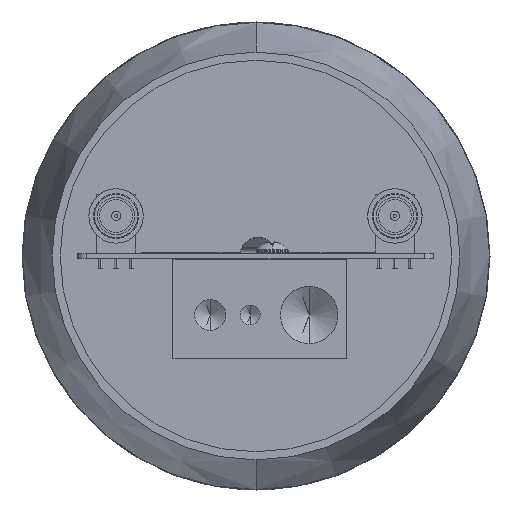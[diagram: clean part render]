
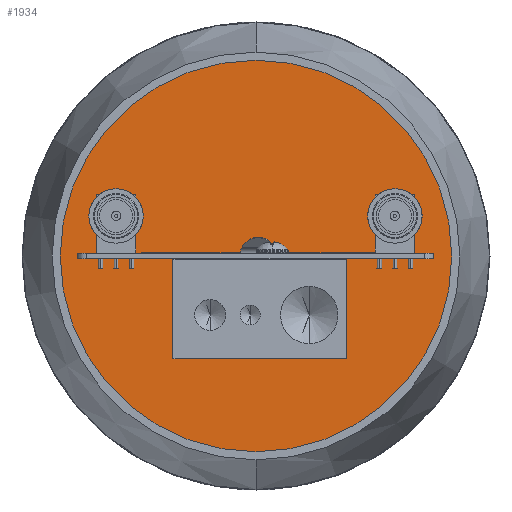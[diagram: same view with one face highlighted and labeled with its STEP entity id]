
A CAD part, front view. The second image highlights one B-rep face of the part: STEP entity #1934.
In plain terms, the highlighted planar face has unit normal (0, -1, 0).
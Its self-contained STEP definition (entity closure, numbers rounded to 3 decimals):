
#304 = EDGE_CURVE ( 'NONE', #14644, #18662, #6980, .T. ) ;
#382 = AXIS2_PLACEMENT_3D ( 'NONE', #8788, #15982, #23097 ) ;
#402 = DIRECTION ( 'NONE',  ( 0., 1., 0. ) ) ;
#638 = DIRECTION ( 'NONE',  ( 0., 1., 0. ) ) ;
#663 = VECTOR ( 'NONE', #19245, 1000. ) ;
#668 = VECTOR ( 'NONE', #22272, 1000. ) ;
#738 = CARTESIAN_POINT ( 'NONE',  ( 0.376, 30.127, 18.899 ) ) ;
#884 = EDGE_CURVE ( 'NONE', #4638, #13557, #11768, .T. ) ;
#1159 = CARTESIAN_POINT ( 'NONE',  ( 0.376, 30.127, 17.299 ) ) ;
#1302 = CARTESIAN_POINT ( 'NONE',  ( -29.624, 30.127, 17.299 ) ) ;
#1349 = EDGE_CURVE ( 'NONE', #14337, #17768, #21729, .T. ) ;
#1541 = CARTESIAN_POINT ( 'NONE',  ( 5.058, 30.127, 18.899 ) ) ;
#1934 = ADVANCED_FACE ( 'NONE', ( #19486, #12566 ), #22682, .F. ) ;
#2304 = LINE ( 'NONE', #21933, #23221 ) ;
#2309 = EDGE_CURVE ( 'NONE', #2706, #18577, #16865, .T. ) ;
#2706 = VERTEX_POINT ( 'NONE', #5487 ) ;
#4165 = CARTESIAN_POINT ( 'NONE',  ( 0.376, 30.127, 18.099 ) ) ;
#4176 = LINE ( 'NONE', #17127, #668 ) ;
#4263 = EDGE_LOOP ( 'NONE', ( #12951, #4592, #18993, #4549, #4738, #14751, #15389, #17837 ) ) ;
#4371 = AXIS2_PLACEMENT_3D ( 'NONE', #4165, #6048, #22370 ) ;
#4500 = CARTESIAN_POINT ( 'NONE',  ( 5.058, 30.127, 17.299 ) ) ;
#4549 = ORIENTED_EDGE ( 'NONE', *, *, #7184, .F. ) ;
#4592 = ORIENTED_EDGE ( 'NONE', *, *, #21356, .T. ) ;
#4638 = VERTEX_POINT ( 'NONE', #7554 ) ;
#4738 = ORIENTED_EDGE ( 'NONE', *, *, #7361, .T. ) ;
#4747 = CIRCLE ( 'NONE', #4371, 4.75 ) ;
#4906 = CARTESIAN_POINT ( 'NONE',  ( -4.307, 30.127, 17.299 ) ) ;
#4961 = LINE ( 'NONE', #17344, #9758 ) ;
#5458 = CARTESIAN_POINT ( 'NONE',  ( -29.624, 30.127, 18.899 ) ) ;
#5487 = CARTESIAN_POINT ( 'NONE',  ( 30.376, 30.127, 18.899 ) ) ;
#5567 = VECTOR ( 'NONE', #12001, 1000. ) ;
#6048 = DIRECTION ( 'NONE',  ( 0., 1., 0. ) ) ;
#6728 = CIRCLE ( 'NONE', #20269, 4.75 ) ;
#6980 = LINE ( 'NONE', #14310, #663 ) ;
#7184 = EDGE_CURVE ( 'NONE', #13715, #14644, #2304, .T. ) ;
#7230 = AXIS2_PLACEMENT_3D ( 'NONE', #12046, #15669, #22794 ) ;
#7361 = EDGE_CURVE ( 'NONE', #13715, #18577, #6728, .T. ) ;
#7554 = CARTESIAN_POINT ( 'NONE',  ( 30.376, 30.127, 17.299 ) ) ;
#7741 = EDGE_CURVE ( 'NONE', #2706, #4638, #4961, .T. ) ;
#7827 = DIRECTION ( 'NONE',  ( 1., 0., 0. ) ) ;
#8788 = CARTESIAN_POINT ( 'NONE',  ( 0.376, 30.127, 18.099 ) ) ;
#9108 = DIRECTION ( 'NONE',  ( 1., 0., 0. ) ) ;
#9213 = CARTESIAN_POINT ( 'NONE',  ( 0.376, 30.127, 18.099 ) ) ;
#9754 = EDGE_LOOP ( 'NONE', ( #13214, #22009 ) ) ;
#9758 = VECTOR ( 'NONE', #12179, 1000. ) ;
#11768 = LINE ( 'NONE', #1159, #5567 ) ;
#12001 = DIRECTION ( 'NONE',  ( -1., 0., 0. ) ) ;
#12023 = VERTEX_POINT ( 'NONE', #4906 ) ;
#12046 = CARTESIAN_POINT ( 'NONE',  ( 0.376, 30.127, 18.099 ) ) ;
#12179 = DIRECTION ( 'NONE',  ( 0., 0., -1. ) ) ;
#12566 = FACE_OUTER_BOUND ( 'NONE', #9754, .T. ) ;
#12951 = ORIENTED_EDGE ( 'NONE', *, *, #20112, .T. ) ;
#13002 = DIRECTION ( 'NONE',  ( -1., 0., 0. ) ) ;
#13214 = ORIENTED_EDGE ( 'NONE', *, *, #1349, .F. ) ;
#13557 = VERTEX_POINT ( 'NONE', #4500 ) ;
#13715 = VERTEX_POINT ( 'NONE', #13744 ) ;
#13744 = CARTESIAN_POINT ( 'NONE',  ( -4.307, 30.127, 18.899 ) ) ;
#14015 = CIRCLE ( 'NONE', #7230, 52.5 ) ;
#14235 = VECTOR ( 'NONE', #13002, 1000. ) ;
#14310 = CARTESIAN_POINT ( 'NONE',  ( -29.624, 30.127, 18.099 ) ) ;
#14332 = CARTESIAN_POINT ( 'NONE',  ( 52.876, 30.127, 18.099 ) ) ;
#14337 = VERTEX_POINT ( 'NONE', #21071 ) ;
#14644 = VERTEX_POINT ( 'NONE', #5458 ) ;
#14751 = ORIENTED_EDGE ( 'NONE', *, *, #2309, .F. ) ;
#15389 = ORIENTED_EDGE ( 'NONE', *, *, #7741, .T. ) ;
#15669 = DIRECTION ( 'NONE',  ( 0., 1., 0. ) ) ;
#15982 = DIRECTION ( 'NONE',  ( 0., 1., 0. ) ) ;
#16570 = DIRECTION ( 'NONE',  ( -1., 0., 0. ) ) ;
#16571 = EDGE_CURVE ( 'NONE', #17768, #14337, #14015, .T. ) ;
#16865 = LINE ( 'NONE', #738, #14235 ) ;
#17127 = CARTESIAN_POINT ( 'NONE',  ( 0.376, 30.127, 17.299 ) ) ;
#17344 = CARTESIAN_POINT ( 'NONE',  ( 30.376, 30.127, 18.099 ) ) ;
#17768 = VERTEX_POINT ( 'NONE', #14332 ) ;
#17837 = ORIENTED_EDGE ( 'NONE', *, *, #884, .T. ) ;
#18027 = AXIS2_PLACEMENT_3D ( 'NONE', #9213, #402, #9108 ) ;
#18577 = VERTEX_POINT ( 'NONE', #1541 ) ;
#18662 = VERTEX_POINT ( 'NONE', #1302 ) ;
#18993 = ORIENTED_EDGE ( 'NONE', *, *, #304, .F. ) ;
#19009 = CARTESIAN_POINT ( 'NONE',  ( 0.376, 30.127, 18.099 ) ) ;
#19245 = DIRECTION ( 'NONE',  ( 0., 0., -1. ) ) ;
#19486 = FACE_BOUND ( 'NONE', #4263, .T. ) ;
#20112 = EDGE_CURVE ( 'NONE', #13557, #12023, #4747, .T. ) ;
#20269 = AXIS2_PLACEMENT_3D ( 'NONE', #19009, #638, #7827 ) ;
#21071 = CARTESIAN_POINT ( 'NONE',  ( -52.124, 30.127, 18.099 ) ) ;
#21356 = EDGE_CURVE ( 'NONE', #12023, #18662, #4176, .T. ) ;
#21729 = CIRCLE ( 'NONE', #18027, 52.5 ) ;
#21933 = CARTESIAN_POINT ( 'NONE',  ( 0.376, 30.127, 18.899 ) ) ;
#22009 = ORIENTED_EDGE ( 'NONE', *, *, #16571, .F. ) ;
#22272 = DIRECTION ( 'NONE',  ( -1., 0., 0. ) ) ;
#22370 = DIRECTION ( 'NONE',  ( 1., 0., 0. ) ) ;
#22682 = PLANE ( 'NONE',  #382 ) ;
#22794 = DIRECTION ( 'NONE',  ( 1., 0., 0. ) ) ;
#23097 = DIRECTION ( 'NONE',  ( 1., 0., 0. ) ) ;
#23221 = VECTOR ( 'NONE', #16570, 1000. ) ;
